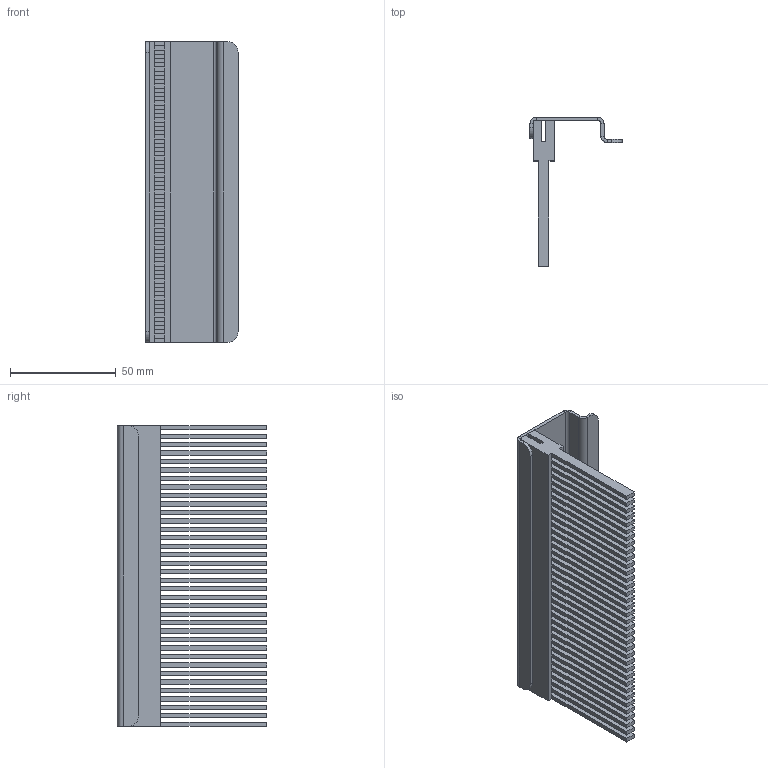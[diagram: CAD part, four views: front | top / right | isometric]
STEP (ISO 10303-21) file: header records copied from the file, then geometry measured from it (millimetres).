
FILE_DESCRIPTION (( 'STEP AP214' ), '1' );
FILE_NAME ('923.401.STEP', '2024-09-18T10:17:32', ( '' ), ( '' ), 'SwSTEP 2.0', 'SolidWorks 2021', '' );
FILE_SCHEMA (( 'AUTOMOTIVE_DESIGN' ));
Length unit declared in the file: millimetre
Products named in the file (3): 923.400.001; Ùåòêà W400; 923.401
Assembly tree (2 placements, depth 2):
  923.401
    923.400.001
    Ùåòêà W400
Bounding box: 43.5 x 70.5 x 142 mm (x, y, z)
Volume: 52246.3 mm3; surface area: 57457.4 mm2
Topology: 2 solids, 2 shells, 334 faces, 826 edges, 496 vertices
Faces by surface type: plane 318, cylinder 16
Entity records: 9634 total; most frequent: CARTESIAN_POINT 1661, ORIENTED_EDGE 1652, DIRECTION 1536, EDGE_CURVE 826, VECTOR 794, LINE 794, VERTEX_POINT 496, AXIS2_PLACEMENT_3D 371
